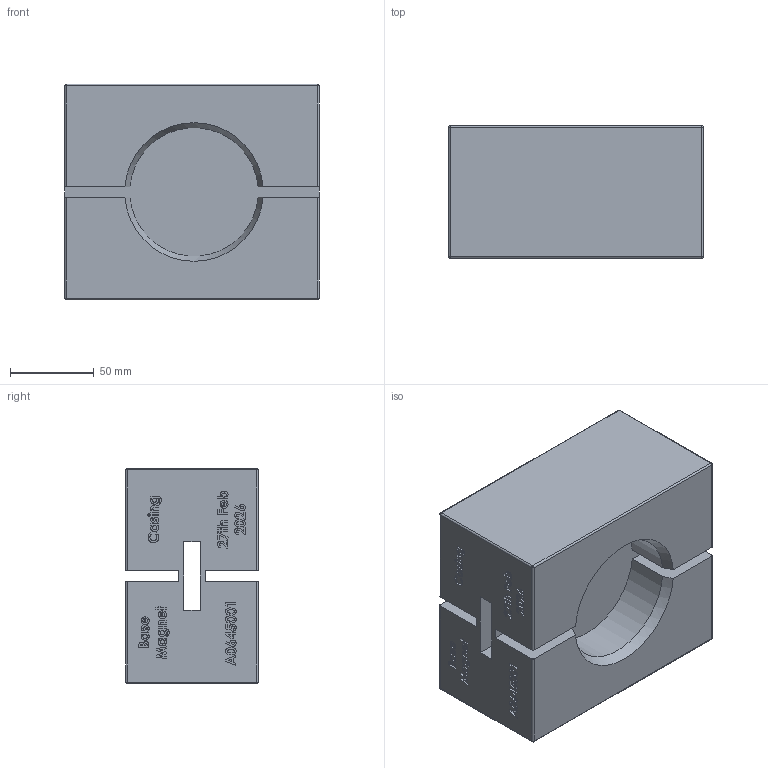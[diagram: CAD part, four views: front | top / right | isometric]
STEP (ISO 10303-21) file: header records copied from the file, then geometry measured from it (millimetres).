
FILE_DESCRIPTION(/* description */ (''),/* implementation_level */ '2;1');
FILE_NAME(/* name */ 'Base_Casing_A0645.stp',/* time_stamp */ '2026-02-27T11:28:33-05:00',/* author */ ('joshh'),/* organization */ (''),/* preprocessor_version */ 'ST-DEVELOPER v20.1',/* originating_system */ 'Autodesk Inventor 2026',/* authorisation */ '');
FILE_SCHEMA (('AUTOMOTIVE_DESIGN { 1 0 10303 214 3 1 1 }'));
Length unit declared in the file: millimetre
Products named in the file (1): Base_Casing_A0645_v2
Bounding box: 152.4 x 79.5 x 129.1 mm (x, y, z)
Volume: 1170079.7 mm3; surface area: 121804 mm2
Topology: 1 solids, 1 shells, 547 faces, 1446 edges, 957 vertices
Faces by surface type: plane 283, bspline 232, cylinder 20, sphere 8, cone 4
Entity records: 18592 total; most frequent: CARTESIAN_POINT 6561, ORIENTED_EDGE 2892, DIRECTION 1650, EDGE_CURVE 1446, VERTEX_POINT 956, LINE 930, VECTOR 930, EDGE_LOOP 604
